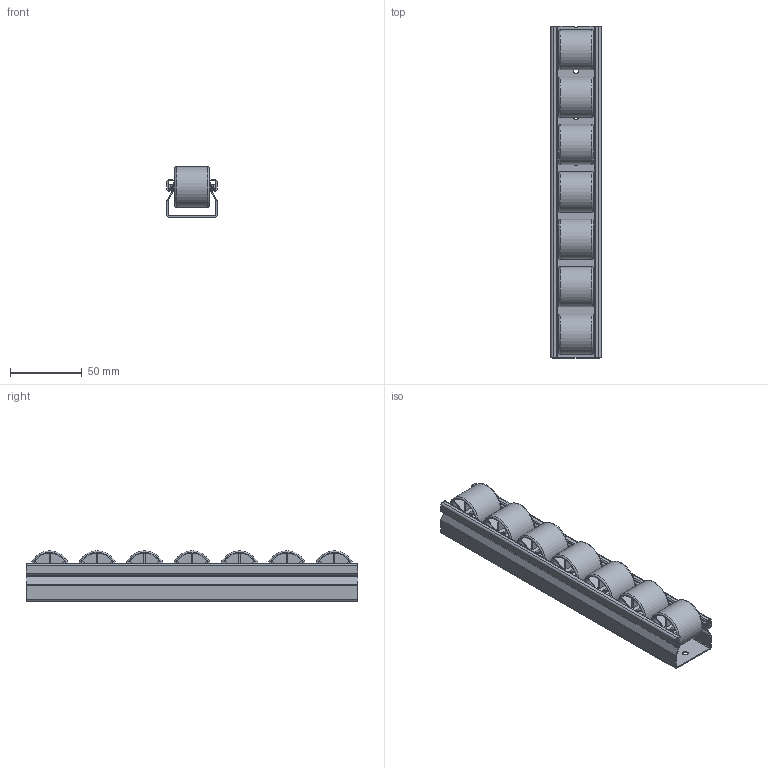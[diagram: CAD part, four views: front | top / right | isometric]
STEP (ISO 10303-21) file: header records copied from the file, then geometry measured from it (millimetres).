
FILE_DESCRIPTION(/* description */ (''),/* implementation_level */ '2;1');
FILE_NAME(/* name */ 'Röllchenleiste.stp',/* time_stamp */ '2014-07-21T11:16:20+02:00',/* author */ ('lukas'),/* organization */ (''),/* preprocessor_version */ 'ST-DEVELOPER v15.6',/* originating_system */ 'Autodesk Inventor 2015',/* authorisation */ '');
FILE_SCHEMA (('AUTOMOTIVE_DESIGN { 1 0 10303 214 3 1 1 }'));
Length unit declared in the file: millimetre
Products named in the file (5): Profil2; Achse für Röllchen; Röllchen zylindrisch; zyindrisches Röllchen mit Achse; Röllchenleiste
Bounding box: 35 x 231 x 35 mm (x, y, z)
Volume: 58316.8 mm3; surface area: 106932.1 mm2
Topology: 15 solids, 15 shells, 749 faces, 2197 edges, 1440 vertices
Faces by surface type: plane 519, cylinder 202, torus 28
Full cylindrical faces by diameter (mm): 2.85 x7, 3.2 x7, 4 x14, 6.2 x14, 25 x14, 28 x7
Entity records: 12879 total; most frequent: DIRECTION 2284, ORIENTED_EDGE 2232, CARTESIAN_POINT 2228, EDGE_CURVE 1116, AXIS2_PLACEMENT_3D 794, VERTEX_POINT 738, LINE 696, VECTOR 696
